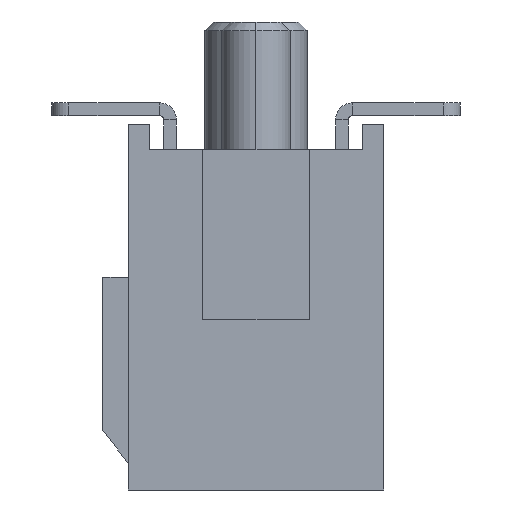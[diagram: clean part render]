
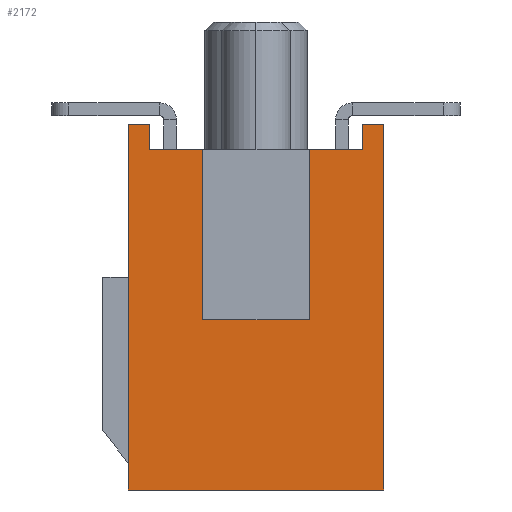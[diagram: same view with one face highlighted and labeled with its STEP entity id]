
A CAD part, left-side view. The second image highlights one B-rep face of the part: STEP entity #2172.
In plain terms, the highlighted planar face has unit normal (-1, 0, 0).
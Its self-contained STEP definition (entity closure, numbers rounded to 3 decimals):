
#238 = EDGE_CURVE ( 'NONE', #3896, #8271, #34102, .T. ) ;
#440 = CARTESIAN_POINT ( 'NONE',  ( 17.555, 0.625, 2. ) ) ;
#596 = EDGE_CURVE ( 'NONE', #40432, #26336, #41048, .T. ) ;
#612 = VECTOR ( 'NONE', #33202, 1000. ) ;
#772 = EDGE_CURVE ( 'NONE', #6860, #38269, #24978, .T. ) ;
#881 = VECTOR ( 'NONE', #7713, 1000. ) ;
#922 = CARTESIAN_POINT ( 'NONE',  ( 17.555, -1.25, 4. ) ) ;
#990 = CARTESIAN_POINT ( 'NONE',  ( 17.555, -1.5, 4.3 ) ) ;
#1317 = PLANE ( 'NONE',  #32400 ) ;
#1597 = CARTESIAN_POINT ( 'NONE',  ( 17.555, 0.625, 2. ) ) ;
#1806 = EDGE_CURVE ( 'NONE', #12103, #6860, #42551, .T. ) ;
#2172 = ADVANCED_FACE ( 'NONE', ( #21923 ), #1317, .F. ) ;
#2183 = EDGE_LOOP ( 'NONE', ( #21556, #44245, #22760, #16047, #43813, #40222, #24001, #20690, #2806, #22163, #33618, #9705 ) ) ;
#2338 = EDGE_CURVE ( 'NONE', #5480, #16070, #30494, .T. ) ;
#2806 = ORIENTED_EDGE ( 'NONE', *, *, #772, .F. ) ;
#3243 = CARTESIAN_POINT ( 'NONE',  ( 17.555, -0.625, 4. ) ) ;
#3821 = DIRECTION ( 'NONE',  ( 0., -1., 0. ) ) ;
#3896 = VERTEX_POINT ( 'NONE', #9178 ) ;
#4282 = VECTOR ( 'NONE', #34730, 1000. ) ;
#4560 = DIRECTION ( 'NONE',  ( 0., -1., 0. ) ) ;
#5480 = VERTEX_POINT ( 'NONE', #18160 ) ;
#6860 = VERTEX_POINT ( 'NONE', #16319 ) ;
#7137 = LINE ( 'NONE', #20923, #4282 ) ;
#7713 = DIRECTION ( 'NONE',  ( 0., 0., -1. ) ) ;
#8271 = VERTEX_POINT ( 'NONE', #42319 ) ;
#9178 = CARTESIAN_POINT ( 'NONE',  ( 17.555, 1.5, 4.3 ) ) ;
#9570 = VERTEX_POINT ( 'NONE', #24753 ) ;
#9705 = ORIENTED_EDGE ( 'NONE', *, *, #596, .F. ) ;
#10462 = CARTESIAN_POINT ( 'NONE',  ( 17.555, -1.25, 4.3 ) ) ;
#11122 = LINE ( 'NONE', #38691, #881 ) ;
#11150 = VECTOR ( 'NONE', #32597, 1000. ) ;
#11653 = EDGE_CURVE ( 'NONE', #33060, #38269, #22744, .T. ) ;
#12103 = VERTEX_POINT ( 'NONE', #10462 ) ;
#14698 = CARTESIAN_POINT ( 'NONE',  ( 17.555, 12.477, 42. ) ) ;
#16047 = ORIENTED_EDGE ( 'NONE', *, *, #33536, .F. ) ;
#16070 = VERTEX_POINT ( 'NONE', #440 ) ;
#16164 = VECTOR ( 'NONE', #29538, 1000. ) ;
#16319 = CARTESIAN_POINT ( 'NONE',  ( 17.555, -1.5, 4.3 ) ) ;
#17101 = VECTOR ( 'NONE', #41365, 1000. ) ;
#17398 = LINE ( 'NONE', #34601, #17101 ) ;
#18160 = CARTESIAN_POINT ( 'NONE',  ( 17.555, -0.625, 2. ) ) ;
#18406 = DIRECTION ( 'NONE',  ( 0., 0., -1. ) ) ;
#20005 = CARTESIAN_POINT ( 'NONE',  ( 17.555, -1.25, 4. ) ) ;
#20690 = ORIENTED_EDGE ( 'NONE', *, *, #11653, .T. ) ;
#20923 = CARTESIAN_POINT ( 'NONE',  ( 17.555, 1.5, 4.3 ) ) ;
#21556 = ORIENTED_EDGE ( 'NONE', *, *, #26656, .F. ) ;
#21923 = FACE_OUTER_BOUND ( 'NONE', #2183, .T. ) ;
#22163 = ORIENTED_EDGE ( 'NONE', *, *, #1806, .F. ) ;
#22208 = EDGE_CURVE ( 'NONE', #26336, #12103, #28142, .T. ) ;
#22264 = VECTOR ( 'NONE', #4560, 1000. ) ;
#22744 = LINE ( 'NONE', #29969, #16164 ) ;
#22760 = ORIENTED_EDGE ( 'NONE', *, *, #23846, .T. ) ;
#23846 = EDGE_CURVE ( 'NONE', #16070, #40491, #31328, .T. ) ;
#23951 = CARTESIAN_POINT ( 'NONE',  ( 17.555, -1.25, 4. ) ) ;
#24001 = ORIENTED_EDGE ( 'NONE', *, *, #37563, .F. ) ;
#24753 = CARTESIAN_POINT ( 'NONE',  ( 17.555, 1.25, 4. ) ) ;
#24978 = LINE ( 'NONE', #990, #35172 ) ;
#26336 = VERTEX_POINT ( 'NONE', #922 ) ;
#26632 = CARTESIAN_POINT ( 'NONE',  ( 17.555, 0.625, 2. ) ) ;
#26656 = EDGE_CURVE ( 'NONE', #5480, #40432, #17398, .T. ) ;
#27453 = CARTESIAN_POINT ( 'NONE',  ( 17.555, 0.625, 4. ) ) ;
#28142 = LINE ( 'NONE', #38087, #39757 ) ;
#28487 = DIRECTION ( 'NONE',  ( 0., 1., 0. ) ) ;
#29538 = DIRECTION ( 'NONE',  ( 0., -1., 0. ) ) ;
#29892 = CARTESIAN_POINT ( 'NONE',  ( 17.555, 1.5, 0. ) ) ;
#29969 = CARTESIAN_POINT ( 'NONE',  ( 17.555, 12.477, 0. ) ) ;
#30494 = LINE ( 'NONE', #26632, #612 ) ;
#31328 = LINE ( 'NONE', #1597, #11150 ) ;
#31381 = CARTESIAN_POINT ( 'NONE',  ( 17.555, 0., 4.3 ) ) ;
#32400 = AXIS2_PLACEMENT_3D ( 'NONE', #14698, #43157, #28487 ) ;
#32597 = DIRECTION ( 'NONE',  ( 0., 0., 1. ) ) ;
#32990 = VECTOR ( 'NONE', #44433, 1000. ) ;
#33060 = VERTEX_POINT ( 'NONE', #29892 ) ;
#33202 = DIRECTION ( 'NONE',  ( 0., 1., 0. ) ) ;
#33536 = EDGE_CURVE ( 'NONE', #9570, #40491, #41131, .T. ) ;
#33618 = ORIENTED_EDGE ( 'NONE', *, *, #22208, .F. ) ;
#34102 = LINE ( 'NONE', #31381, #40525 ) ;
#34601 = CARTESIAN_POINT ( 'NONE',  ( 17.555, -0.625, 2. ) ) ;
#34730 = DIRECTION ( 'NONE',  ( 0., 0., 1. ) ) ;
#35172 = VECTOR ( 'NONE', #18406, 1000. ) ;
#35553 = CARTESIAN_POINT ( 'NONE',  ( 17.555, 0., 4.3 ) ) ;
#37563 = EDGE_CURVE ( 'NONE', #33060, #3896, #7137, .T. ) ;
#38087 = CARTESIAN_POINT ( 'NONE',  ( 17.555, -1.25, 4.3 ) ) ;
#38269 = VERTEX_POINT ( 'NONE', #44104 ) ;
#38691 = CARTESIAN_POINT ( 'NONE',  ( 17.555, 1.25, 4.3 ) ) ;
#39757 = VECTOR ( 'NONE', #41702, 1000. ) ;
#40222 = ORIENTED_EDGE ( 'NONE', *, *, #238, .F. ) ;
#40240 = VECTOR ( 'NONE', #3821, 1000. ) ;
#40432 = VERTEX_POINT ( 'NONE', #3243 ) ;
#40491 = VERTEX_POINT ( 'NONE', #27453 ) ;
#40525 = VECTOR ( 'NONE', #44478, 1000. ) ;
#41048 = LINE ( 'NONE', #20005, #32990 ) ;
#41131 = LINE ( 'NONE', #23951, #40240 ) ;
#41365 = DIRECTION ( 'NONE',  ( 0., 0., 1. ) ) ;
#41702 = DIRECTION ( 'NONE',  ( 0., 0., 1. ) ) ;
#42149 = EDGE_CURVE ( 'NONE', #8271, #9570, #11122, .T. ) ;
#42319 = CARTESIAN_POINT ( 'NONE',  ( 17.555, 1.25, 4.3 ) ) ;
#42551 = LINE ( 'NONE', #35553, #22264 ) ;
#43157 = DIRECTION ( 'NONE',  ( 1., 0., 0. ) ) ;
#43813 = ORIENTED_EDGE ( 'NONE', *, *, #42149, .F. ) ;
#44104 = CARTESIAN_POINT ( 'NONE',  ( 17.555, -1.5, 0. ) ) ;
#44245 = ORIENTED_EDGE ( 'NONE', *, *, #2338, .T. ) ;
#44433 = DIRECTION ( 'NONE',  ( 0., -1., 0. ) ) ;
#44478 = DIRECTION ( 'NONE',  ( 0., -1., 0. ) ) ;
